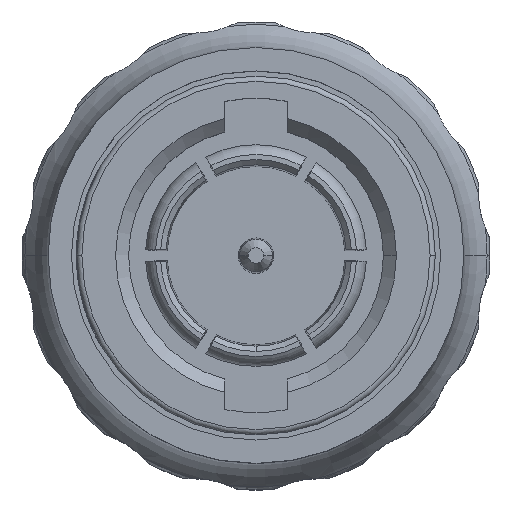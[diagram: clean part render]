
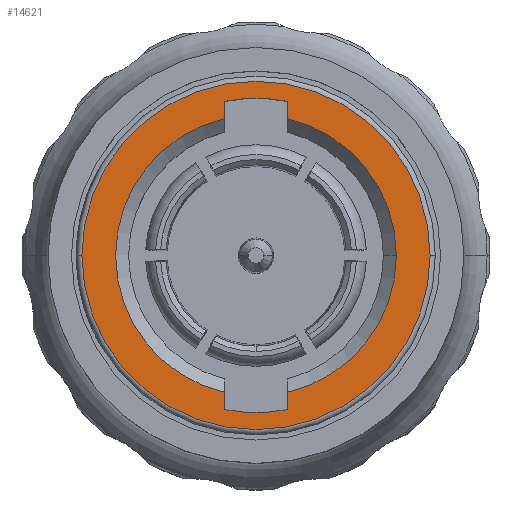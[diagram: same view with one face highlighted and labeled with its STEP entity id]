
A CAD part, top view. The second image highlights one B-rep face of the part: STEP entity #14621.
In plain terms, the highlighted planar face has unit normal (0, 0, 1).
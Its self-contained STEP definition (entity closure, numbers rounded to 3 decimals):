
#151 = VECTOR ( 'NONE', #12642, 1000. ) ;
#252 = DIRECTION ( 'NONE',  ( 0., 0., -1. ) ) ;
#669 = LINE ( 'NONE', #17467, #151 ) ;
#860 = AXIS2_PLACEMENT_3D ( 'NONE', #17390, #7712, #18990 ) ;
#1128 = DIRECTION ( 'NONE',  ( 0., 0., 1. ) ) ;
#1217 = EDGE_CURVE ( 'NONE', #10180, #15572, #4973, .T. ) ;
#1487 = DIRECTION ( 'NONE',  ( 0., 0., 1. ) ) ;
#1813 = CIRCLE ( 'NONE', #9601, 6.05 ) ;
#2110 = AXIS2_PLACEMENT_3D ( 'NONE', #18942, #9280, #20567 ) ;
#2258 = CIRCLE ( 'NONE', #10076, 6.7 ) ;
#2289 = ORIENTED_EDGE ( 'NONE', *, *, #13946, .F. ) ;
#3309 = CARTESIAN_POINT ( 'NONE',  ( -1.2, 4.751, 0.85 ) ) ;
#3324 = VERTEX_POINT ( 'NONE', #13197 ) ;
#3451 = PLANE ( 'NONE',  #16713 ) ;
#3897 = VERTEX_POINT ( 'NONE', #10485 ) ;
#4088 = CIRCLE ( 'NONE', #16451, 5.4 ) ;
#4113 = LINE ( 'NONE', #13311, #12752 ) ;
#4648 = VERTEX_POINT ( 'NONE', #13495 ) ;
#4973 = CIRCLE ( 'NONE', #11150, 6.05 ) ;
#5245 = ORIENTED_EDGE ( 'NONE', *, *, #11846, .T. ) ;
#5495 = DIRECTION ( 'NONE',  ( 0., 1., 0. ) ) ;
#5554 = DIRECTION ( 'NONE',  ( 0., 0., 1. ) ) ;
#5967 = VERTEX_POINT ( 'NONE', #15142 ) ;
#6426 = CARTESIAN_POINT ( 'NONE',  ( 1.2, 5.265, 0.85 ) ) ;
#6486 = CARTESIAN_POINT ( 'NONE',  ( 0., 0., 0.85 ) ) ;
#7086 = EDGE_LOOP ( 'NONE', ( #9561, #7789, #13095, #11348, #16425, #14415, #14495, #2289, #13340 ) ) ;
#7272 = EDGE_CURVE ( 'NONE', #20838, #3324, #669, .T. ) ;
#7426 = LINE ( 'NONE', #16834, #20298 ) ;
#7429 = CARTESIAN_POINT ( 'NONE',  ( 0., 0., 0.85 ) ) ;
#7456 = EDGE_LOOP ( 'NONE', ( #5245, #15672 ) ) ;
#7712 = DIRECTION ( 'NONE',  ( 0., 0., 1. ) ) ;
#7789 = ORIENTED_EDGE ( 'NONE', *, *, #15008, .F. ) ;
#7930 = EDGE_CURVE ( 'NONE', #15572, #9535, #17351, .T. ) ;
#8030 = CIRCLE ( 'NONE', #17215, 5.4 ) ;
#8124 = DIRECTION ( 'NONE',  ( 1., 0., 0. ) ) ;
#8767 = VECTOR ( 'NONE', #14707, 1000. ) ;
#9280 = DIRECTION ( 'NONE',  ( 0., 0., 1. ) ) ;
#9535 = VERTEX_POINT ( 'NONE', #19878 ) ;
#9561 = ORIENTED_EDGE ( 'NONE', *, *, #1217, .F. ) ;
#9601 = AXIS2_PLACEMENT_3D ( 'NONE', #6486, #17798, #8124 ) ;
#10013 = CARTESIAN_POINT ( 'NONE',  ( 0., 0., 0.85 ) ) ;
#10076 = AXIS2_PLACEMENT_3D ( 'NONE', #15277, #5554, #16893 ) ;
#10180 = VERTEX_POINT ( 'NONE', #18995 ) ;
#10485 = CARTESIAN_POINT ( 'NONE',  ( -6.7, 0., 0.85 ) ) ;
#10610 = DIRECTION ( 'NONE',  ( 0., -1., 0. ) ) ;
#10862 = CARTESIAN_POINT ( 'NONE',  ( 0., 0., 0.85 ) ) ;
#11150 = AXIS2_PLACEMENT_3D ( 'NONE', #7429, #20270, #20352 ) ;
#11220 = CARTESIAN_POINT ( 'NONE',  ( 0., 0., 0.85 ) ) ;
#11348 = ORIENTED_EDGE ( 'NONE', *, *, #15635, .F. ) ;
#11619 = DIRECTION ( 'NONE',  ( -1., 0., 0. ) ) ;
#11651 = CARTESIAN_POINT ( 'NONE',  ( 6.7, 0., 0.85 ) ) ;
#11846 = EDGE_CURVE ( 'NONE', #3897, #20254, #11966, .T. ) ;
#11903 = EDGE_CURVE ( 'NONE', #4648, #20838, #1813, .T. ) ;
#11966 = CIRCLE ( 'NONE', #860, 6.7 ) ;
#12389 = CARTESIAN_POINT ( 'NONE',  ( -1.2, -5.265, 0.85 ) ) ;
#12462 = DIRECTION ( 'NONE',  ( 1., 0., 0. ) ) ;
#12642 = DIRECTION ( 'NONE',  ( 0., 1., 0. ) ) ;
#12752 = VECTOR ( 'NONE', #10610, 1000. ) ;
#12855 = DIRECTION ( 'NONE',  ( 1., 0., 0. ) ) ;
#13044 = FACE_BOUND ( 'NONE', #7086, .T. ) ;
#13095 = ORIENTED_EDGE ( 'NONE', *, *, #13341, .F. ) ;
#13197 = CARTESIAN_POINT ( 'NONE',  ( 1.2, -5.265, 0.85 ) ) ;
#13311 = CARTESIAN_POINT ( 'NONE',  ( -1.2, -4.751, 0.85 ) ) ;
#13340 = ORIENTED_EDGE ( 'NONE', *, *, #7930, .F. ) ;
#13341 = EDGE_CURVE ( 'NONE', #5967, #20109, #15684, .T. ) ;
#13495 = CARTESIAN_POINT ( 'NONE',  ( -1.2, -5.93, 0.85 ) ) ;
#13946 = EDGE_CURVE ( 'NONE', #9535, #17023, #8030, .T. ) ;
#14415 = ORIENTED_EDGE ( 'NONE', *, *, #11903, .F. ) ;
#14495 = ORIENTED_EDGE ( 'NONE', *, *, #19454, .F. ) ;
#14621 = ADVANCED_FACE ( 'NONE', ( #17319, #13044 ), #3451, .F. ) ;
#14707 = DIRECTION ( 'NONE',  ( 0., -1., 0. ) ) ;
#15008 = EDGE_CURVE ( 'NONE', #20109, #10180, #7426, .T. ) ;
#15142 = CARTESIAN_POINT ( 'NONE',  ( 5.4, 0., 0.85 ) ) ;
#15277 = CARTESIAN_POINT ( 'NONE',  ( 0., 0., 0.85 ) ) ;
#15572 = VERTEX_POINT ( 'NONE', #20314 ) ;
#15635 = EDGE_CURVE ( 'NONE', #3324, #5967, #4088, .T. ) ;
#15672 = ORIENTED_EDGE ( 'NONE', *, *, #20397, .T. ) ;
#15684 = CIRCLE ( 'NONE', #2110, 5.4 ) ;
#16425 = ORIENTED_EDGE ( 'NONE', *, *, #7272, .F. ) ;
#16451 = AXIS2_PLACEMENT_3D ( 'NONE', #10862, #1128, #12462 ) ;
#16713 = AXIS2_PLACEMENT_3D ( 'NONE', #10013, #252, #11619 ) ;
#16834 = CARTESIAN_POINT ( 'NONE',  ( 1.2, 4.751, 0.85 ) ) ;
#16893 = DIRECTION ( 'NONE',  ( -1., 0., 0. ) ) ;
#17023 = VERTEX_POINT ( 'NONE', #12389 ) ;
#17215 = AXIS2_PLACEMENT_3D ( 'NONE', #11220, #1487, #12855 ) ;
#17319 = FACE_OUTER_BOUND ( 'NONE', #7456, .T. ) ;
#17351 = LINE ( 'NONE', #3309, #8767 ) ;
#17390 = CARTESIAN_POINT ( 'NONE',  ( 0., 0., 0.85 ) ) ;
#17467 = CARTESIAN_POINT ( 'NONE',  ( 1.2, -4.751, 0.85 ) ) ;
#17798 = DIRECTION ( 'NONE',  ( 0., 0., 1. ) ) ;
#18243 = CARTESIAN_POINT ( 'NONE',  ( 1.2, -5.93, 0.85 ) ) ;
#18942 = CARTESIAN_POINT ( 'NONE',  ( 0., 0., 0.85 ) ) ;
#18990 = DIRECTION ( 'NONE',  ( -1., 0., 0. ) ) ;
#18995 = CARTESIAN_POINT ( 'NONE',  ( 1.2, 5.93, 0.85 ) ) ;
#19454 = EDGE_CURVE ( 'NONE', #17023, #4648, #4113, .T. ) ;
#19878 = CARTESIAN_POINT ( 'NONE',  ( -1.2, 5.265, 0.85 ) ) ;
#20109 = VERTEX_POINT ( 'NONE', #6426 ) ;
#20254 = VERTEX_POINT ( 'NONE', #11651 ) ;
#20270 = DIRECTION ( 'NONE',  ( 0., 0., 1. ) ) ;
#20298 = VECTOR ( 'NONE', #5495, 1000. ) ;
#20314 = CARTESIAN_POINT ( 'NONE',  ( -1.2, 5.93, 0.85 ) ) ;
#20352 = DIRECTION ( 'NONE',  ( -1., 0., 0. ) ) ;
#20397 = EDGE_CURVE ( 'NONE', #20254, #3897, #2258, .T. ) ;
#20567 = DIRECTION ( 'NONE',  ( 1., 0., 0. ) ) ;
#20838 = VERTEX_POINT ( 'NONE', #18243 ) ;
